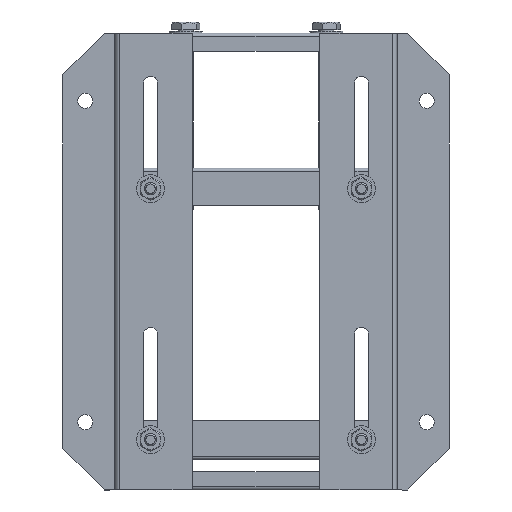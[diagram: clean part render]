
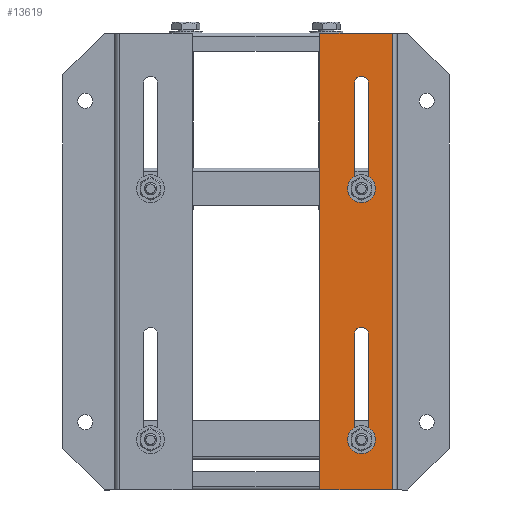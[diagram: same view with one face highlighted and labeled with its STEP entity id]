
A CAD part, front view. The second image highlights one B-rep face of the part: STEP entity #13619.
In plain terms, the highlighted planar face has unit normal (0, -1, 0).
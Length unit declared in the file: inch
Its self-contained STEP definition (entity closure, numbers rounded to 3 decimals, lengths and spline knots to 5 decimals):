
#23 = DIRECTION ( 'NONE',  ( 0., 0., 1. ) ) ;
#289 = DIRECTION ( 'NONE',  ( 1., 0., 0. ) ) ;
#290 = LINE ( 'NONE', #2131, #12927 ) ;
#319 = LINE ( 'NONE', #833, #8694 ) ;
#323 = CARTESIAN_POINT ( 'NONE',  ( -2.18317, -0.83383, 9.22385 ) ) ;
#416 = ORIENTED_EDGE ( 'NONE', *, *, #6745, .T. ) ;
#485 = ORIENTED_EDGE ( 'NONE', *, *, #2254, .T. ) ;
#675 = VERTEX_POINT ( 'NONE', #11497 ) ;
#685 = DIRECTION ( 'NONE',  ( 0., 0., 1. ) ) ;
#833 = CARTESIAN_POINT ( 'NONE',  ( -1.83278, -0.83383, -3.62655 ) ) ;
#919 = VERTEX_POINT ( 'NONE', #12688 ) ;
#945 = DIRECTION ( 'NONE',  ( 0., 0., 1. ) ) ;
#985 = LINE ( 'NONE', #11949, #4089 ) ;
#986 = VERTEX_POINT ( 'NONE', #6981 ) ;
#1014 = FACE_BOUND ( 'NONE', #2060, .T. ) ;
#1118 = CARTESIAN_POINT ( 'NONE',  ( -2.53357, -0.83383, 3.62936 ) ) ;
#1159 = CARTESIAN_POINT ( 'NONE',  ( -1.83278, -0.83383, 3.62936 ) ) ;
#1320 = CARTESIAN_POINT ( 'NONE',  ( -2.18317, -0.83383, -8.87064 ) ) ;
#1381 = CARTESIAN_POINT ( 'NONE',  ( -1.83278, -0.83383, -3.62655 ) ) ;
#1387 = EDGE_CURVE ( 'NONE', #11431, #7836, #10220, .T. ) ;
#1449 = VECTOR ( 'NONE', #11618, 39.37008 ) ;
#1485 = LINE ( 'NONE', #9557, #2101 ) ;
#1569 = AXIS2_PLACEMENT_3D ( 'NONE', #7504, #10509, #11577 ) ;
#1822 = AXIS2_PLACEMENT_3D ( 'NONE', #6530, #9652, #9688 ) ;
#1884 = VERTEX_POINT ( 'NONE', #3240 ) ;
#1903 = ORIENTED_EDGE ( 'NONE', *, *, #4538, .T. ) ;
#1975 = EDGE_CURVE ( 'NONE', #10633, #675, #6933, .T. ) ;
#2049 = VECTOR ( 'NONE', #6334, 39.37008 ) ;
#2060 = EDGE_LOOP ( 'NONE', ( #8524, #3219, #4046, #12258, #416 ) ) ;
#2101 = VECTOR ( 'NONE', #945, 39.37008 ) ;
#2131 = CARTESIAN_POINT ( 'NONE',  ( -0.64721, -0.83383, 11.375 ) ) ;
#2196 = VERTEX_POINT ( 'NONE', #5223 ) ;
#2217 = DIRECTION ( 'NONE',  ( 0., 1., 0. ) ) ;
#2254 = EDGE_CURVE ( 'NONE', #919, #2196, #2446, .T. ) ;
#2446 = CIRCLE ( 'NONE', #3287, 0.35039 ) ;
#2677 = AXIS2_PLACEMENT_3D ( 'NONE', #11779, #2217, #5369 ) ;
#2769 = EDGE_CURVE ( 'NONE', #1884, #919, #1485, .T. ) ;
#2975 = FACE_BOUND ( 'NONE', #10947, .T. ) ;
#2995 = ORIENTED_EDGE ( 'NONE', *, *, #11516, .F. ) ;
#3219 = ORIENTED_EDGE ( 'NONE', *, *, #9650, .T. ) ;
#3240 = CARTESIAN_POINT ( 'NONE',  ( -2.53357, -0.83383, -8.87064 ) ) ;
#3287 = AXIS2_PLACEMENT_3D ( 'NONE', #9389, #12724, #23 ) ;
#3468 = CIRCLE ( 'NONE', #1569, 0.35039 ) ;
#3554 = AXIS2_PLACEMENT_3D ( 'NONE', #4304, #10682, #5350 ) ;
#4046 = ORIENTED_EDGE ( 'NONE', *, *, #11775, .T. ) ;
#4089 = VECTOR ( 'NONE', #289, 39.37008 ) ;
#4260 = VECTOR ( 'NONE', #685, 39.37008 ) ;
#4304 = CARTESIAN_POINT ( 'NONE',  ( -2.18317, -0.83383, -3.62655 ) ) ;
#4529 = CARTESIAN_POINT ( 'NONE',  ( -0.64721, -0.83383, -11.375 ) ) ;
#4538 = EDGE_CURVE ( 'NONE', #6188, #1884, #5666, .T. ) ;
#4844 = ORIENTED_EDGE ( 'NONE', *, *, #7236, .T. ) ;
#4901 = DIRECTION ( 'NONE',  ( 0., 0., -1. ) ) ;
#5034 = CARTESIAN_POINT ( 'NONE',  ( -1.83278, -0.83383, 8.87345 ) ) ;
#5223 = CARTESIAN_POINT ( 'NONE',  ( -2.18317, -0.83383, -3.27615 ) ) ;
#5350 = DIRECTION ( 'NONE',  ( 0., 0., 1. ) ) ;
#5369 = DIRECTION ( 'NONE',  ( 0., 0., 1. ) ) ;
#5666 = CIRCLE ( 'NONE', #7399, 0.35039 ) ;
#6188 = VERTEX_POINT ( 'NONE', #8453 ) ;
#6199 = LINE ( 'NONE', #1118, #1449 ) ;
#6331 = ORIENTED_EDGE ( 'NONE', *, *, #13484, .T. ) ;
#6334 = DIRECTION ( 'NONE',  ( 1., 0., 0. ) ) ;
#6412 = VERTEX_POINT ( 'NONE', #6769 ) ;
#6530 = CARTESIAN_POINT ( 'NONE',  ( -2.18317, -0.83383, 3.62936 ) ) ;
#6564 = VECTOR ( 'NONE', #4901, 39.37008 ) ;
#6615 = PLANE ( 'NONE',  #12273 ) ;
#6661 = LINE ( 'NONE', #13596, #2049 ) ;
#6745 = EDGE_CURVE ( 'NONE', #12025, #11431, #6199, .T. ) ;
#6764 = DIRECTION ( 'NONE',  ( 0., 0., 1. ) ) ;
#6769 = CARTESIAN_POINT ( 'NONE',  ( -0.64721, -0.83383, 11.375 ) ) ;
#6832 = CARTESIAN_POINT ( 'NONE',  ( -2.53357, -0.83383, 3.62936 ) ) ;
#6933 = LINE ( 'NONE', #11931, #4260 ) ;
#6981 = CARTESIAN_POINT ( 'NONE',  ( -1.83278, -0.83383, 8.87345 ) ) ;
#7236 = EDGE_CURVE ( 'NONE', #10633, #13557, #6661, .T. ) ;
#7399 = AXIS2_PLACEMENT_3D ( 'NONE', #1320, #9810, #8657 ) ;
#7417 = CIRCLE ( 'NONE', #1822, 0.35039 ) ;
#7504 = CARTESIAN_POINT ( 'NONE',  ( -2.18317, -0.83383, 8.87345 ) ) ;
#7596 = ORIENTED_EDGE ( 'NONE', *, *, #2769, .T. ) ;
#7722 = CARTESIAN_POINT ( 'NONE',  ( -4.25207, -0.83383, 11.375 ) ) ;
#7836 = VERTEX_POINT ( 'NONE', #323 ) ;
#8143 = ORIENTED_EDGE ( 'NONE', *, *, #1975, .F. ) ;
#8453 = CARTESIAN_POINT ( 'NONE',  ( -1.83278, -0.83383, -8.87064 ) ) ;
#8524 = ORIENTED_EDGE ( 'NONE', *, *, #1387, .T. ) ;
#8657 = DIRECTION ( 'NONE',  ( 0., 0., 1. ) ) ;
#8694 = VECTOR ( 'NONE', #9101, 39.37008 ) ;
#8718 = CARTESIAN_POINT ( 'NONE',  ( -2.53357, -0.83383, 8.87345 ) ) ;
#8908 = FACE_OUTER_BOUND ( 'NONE', #12294, .T. ) ;
#9101 = DIRECTION ( 'NONE',  ( 0., 0., -1. ) ) ;
#9293 = EDGE_CURVE ( 'NONE', #10149, #12025, #7417, .T. ) ;
#9362 = LINE ( 'NONE', #5034, #6564 ) ;
#9389 = CARTESIAN_POINT ( 'NONE',  ( -2.18317, -0.83383, -3.62655 ) ) ;
#9557 = CARTESIAN_POINT ( 'NONE',  ( -2.53357, -0.83383, -8.87064 ) ) ;
#9650 = EDGE_CURVE ( 'NONE', #7836, #986, #3468, .T. ) ;
#9652 = DIRECTION ( 'NONE',  ( 0., 1., 0. ) ) ;
#9688 = DIRECTION ( 'NONE',  ( 0., 0., 1. ) ) ;
#9810 = DIRECTION ( 'NONE',  ( 0., 1., 0. ) ) ;
#10149 = VERTEX_POINT ( 'NONE', #1159 ) ;
#10220 = CIRCLE ( 'NONE', #2677, 0.35039 ) ;
#10509 = DIRECTION ( 'NONE',  ( 0., 1., 0. ) ) ;
#10597 = VERTEX_POINT ( 'NONE', #1381 ) ;
#10633 = VERTEX_POINT ( 'NONE', #13162 ) ;
#10682 = DIRECTION ( 'NONE',  ( 0., 1., 0. ) ) ;
#10947 = EDGE_LOOP ( 'NONE', ( #485, #6331, #11409, #1903, #7596 ) ) ;
#11409 = ORIENTED_EDGE ( 'NONE', *, *, #11747, .T. ) ;
#11431 = VERTEX_POINT ( 'NONE', #8718 ) ;
#11497 = CARTESIAN_POINT ( 'NONE',  ( -4.25207, -0.83383, 11.375 ) ) ;
#11516 = EDGE_CURVE ( 'NONE', #675, #6412, #985, .T. ) ;
#11577 = DIRECTION ( 'NONE',  ( 0., 0., 1. ) ) ;
#11618 = DIRECTION ( 'NONE',  ( 0., 0., 1. ) ) ;
#11747 = EDGE_CURVE ( 'NONE', #10597, #6188, #319, .T. ) ;
#11775 = EDGE_CURVE ( 'NONE', #986, #10149, #9362, .T. ) ;
#11779 = CARTESIAN_POINT ( 'NONE',  ( -2.18317, -0.83383, 8.87345 ) ) ;
#11855 = CIRCLE ( 'NONE', #3554, 0.35039 ) ;
#11931 = CARTESIAN_POINT ( 'NONE',  ( -4.25207, -0.83383, 11.375 ) ) ;
#11949 = CARTESIAN_POINT ( 'NONE',  ( -0.61821, -0.83383, 11.375 ) ) ;
#12025 = VERTEX_POINT ( 'NONE', #6832 ) ;
#12258 = ORIENTED_EDGE ( 'NONE', *, *, #9293, .T. ) ;
#12273 = AXIS2_PLACEMENT_3D ( 'NONE', #7722, #12996, #6764 ) ;
#12294 = EDGE_LOOP ( 'NONE', ( #2995, #8143, #4844, #13544 ) ) ;
#12518 = DIRECTION ( 'NONE',  ( 0., 0., -1. ) ) ;
#12688 = CARTESIAN_POINT ( 'NONE',  ( -2.53357, -0.83383, -3.62655 ) ) ;
#12724 = DIRECTION ( 'NONE',  ( 0., 1., 0. ) ) ;
#12728 = EDGE_CURVE ( 'NONE', #6412, #13557, #290, .T. ) ;
#12927 = VECTOR ( 'NONE', #12518, 39.37008 ) ;
#12996 = DIRECTION ( 'NONE',  ( 0., 1., 0. ) ) ;
#13162 = CARTESIAN_POINT ( 'NONE',  ( -4.25207, -0.83383, -11.375 ) ) ;
#13484 = EDGE_CURVE ( 'NONE', #2196, #10597, #11855, .T. ) ;
#13544 = ORIENTED_EDGE ( 'NONE', *, *, #12728, .F. ) ;
#13557 = VERTEX_POINT ( 'NONE', #4529 ) ;
#13596 = CARTESIAN_POINT ( 'NONE',  ( -0.40417, -0.83383, -11.375 ) ) ;
#13619 = ADVANCED_FACE ( 'NONE', ( #8908, #1014, #2975 ), #6615, .F. ) ;
